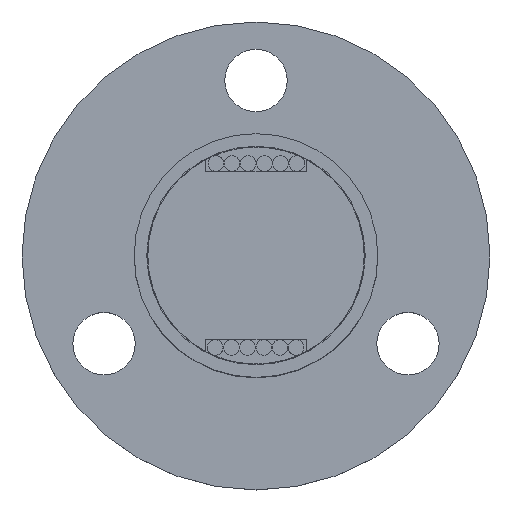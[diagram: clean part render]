
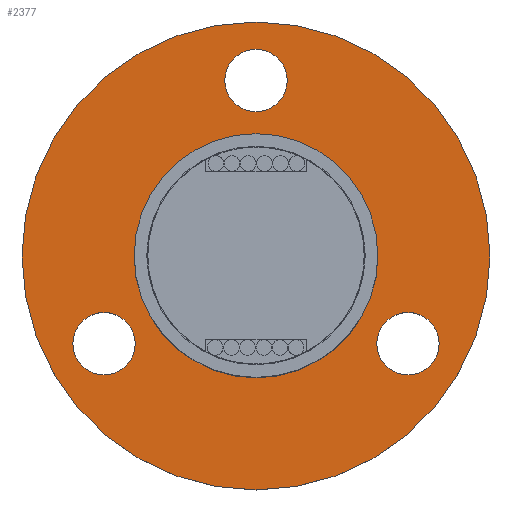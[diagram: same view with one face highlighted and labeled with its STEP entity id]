
A CAD part, top view. The second image highlights one B-rep face of the part: STEP entity #2377.
In plain terms, the highlighted planar face has unit normal (0, 0, 1).
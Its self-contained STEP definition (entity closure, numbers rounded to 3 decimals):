
#34 = CIRCLE ( 'NONE', #1372, 6.25 ) ;
#45 = CARTESIAN_POINT ( 'NONE',  ( 6.194, -4.5, 10.3 ) ) ;
#126 = EDGE_CURVE ( 'NONE', #2338, #1598, #346, .T. ) ;
#127 = CARTESIAN_POINT ( 'NONE',  ( -12., 0., 10.3 ) ) ;
#158 = ORIENTED_EDGE ( 'NONE', *, *, #395, .F. ) ;
#178 = VERTEX_POINT ( 'NONE', #884 ) ;
#337 = EDGE_CURVE ( 'NONE', #3091, #178, #34, .T. ) ;
#346 = CIRCLE ( 'NONE', #1693, 1.6 ) ;
#370 = DIRECTION ( 'NONE',  ( -1., 0., 0. ) ) ;
#375 = FACE_OUTER_BOUND ( 'NONE', #1399, .T. ) ;
#395 = EDGE_CURVE ( 'NONE', #2509, #985, #447, .T. ) ;
#446 = FACE_BOUND ( 'NONE', #2614, .T. ) ;
#447 = CIRCLE ( 'NONE', #1211, 12. ) ;
#523 = CARTESIAN_POINT ( 'NONE',  ( -6.194, -4.5, 10.3 ) ) ;
#643 = EDGE_LOOP ( 'NONE', ( #1561, #1311 ) ) ;
#661 = AXIS2_PLACEMENT_3D ( 'NONE', #2255, #2197, #2071 ) ;
#669 = AXIS2_PLACEMENT_3D ( 'NONE', #3075, #3065, #3017 ) ;
#691 = AXIS2_PLACEMENT_3D ( 'NONE', #1018, #3006, #2582 ) ;
#701 = AXIS2_PLACEMENT_3D ( 'NONE', #2841, #2725, #2229 ) ;
#742 = AXIS2_PLACEMENT_3D ( 'NONE', #2963, #1949, #925 ) ;
#815 = AXIS2_PLACEMENT_3D ( 'NONE', #1207, #2984, #1457 ) ;
#820 = ORIENTED_EDGE ( 'NONE', *, *, #1801, .F. ) ;
#853 = DIRECTION ( 'NONE',  ( -1., 0., 0. ) ) ;
#879 = CARTESIAN_POINT ( 'NONE',  ( 0., 0., 10.3 ) ) ;
#884 = CARTESIAN_POINT ( 'NONE',  ( 6.25, 0., 10.3 ) ) ;
#913 = PLANE ( 'NONE',  #2292 ) ;
#925 = DIRECTION ( 'NONE',  ( -1., 0., 0. ) ) ;
#948 = EDGE_CURVE ( 'NONE', #2208, #2649, #1559, .T. ) ;
#985 = VERTEX_POINT ( 'NONE', #1119 ) ;
#1018 = CARTESIAN_POINT ( 'NONE',  ( -7.794, -4.5, 10.3 ) ) ;
#1022 = FACE_BOUND ( 'NONE', #3168, .T. ) ;
#1104 = DIRECTION ( 'NONE',  ( 0., 0., -1. ) ) ;
#1119 = CARTESIAN_POINT ( 'NONE',  ( 12., 0., 10.3 ) ) ;
#1207 = CARTESIAN_POINT ( 'NONE',  ( 7.794, -4.5, 10.3 ) ) ;
#1211 = AXIS2_PLACEMENT_3D ( 'NONE', #2787, #2775, #2764 ) ;
#1229 = CARTESIAN_POINT ( 'NONE',  ( -6.25, 0., 10.3 ) ) ;
#1311 = ORIENTED_EDGE ( 'NONE', *, *, #1818, .T. ) ;
#1335 = CIRCLE ( 'NONE', #661, 6.25 ) ;
#1372 = AXIS2_PLACEMENT_3D ( 'NONE', #3182, #3163, #3147 ) ;
#1399 = EDGE_LOOP ( 'NONE', ( #158, #2679 ) ) ;
#1457 = DIRECTION ( 'NONE',  ( -1., 0., 0. ) ) ;
#1559 = CIRCLE ( 'NONE', #2729, 1.6 ) ;
#1561 = ORIENTED_EDGE ( 'NONE', *, *, #337, .T. ) ;
#1573 = CARTESIAN_POINT ( 'NONE',  ( -1.6, 9., 10.3 ) ) ;
#1579 = CIRCLE ( 'NONE', #742, 12. ) ;
#1598 = VERTEX_POINT ( 'NONE', #2290 ) ;
#1633 = ORIENTED_EDGE ( 'NONE', *, *, #1788, .F. ) ;
#1668 = FACE_BOUND ( 'NONE', #643, .T. ) ;
#1693 = AXIS2_PLACEMENT_3D ( 'NONE', #2479, #2517, #2419 ) ;
#1748 = EDGE_CURVE ( 'NONE', #985, #2509, #1579, .T. ) ;
#1788 = EDGE_CURVE ( 'NONE', #2325, #2134, #2103, .T. ) ;
#1801 = EDGE_CURVE ( 'NONE', #2649, #2208, #2703, .T. ) ;
#1809 = EDGE_CURVE ( 'NONE', #1598, #2338, #2784, .T. ) ;
#1818 = EDGE_CURVE ( 'NONE', #178, #3091, #1335, .T. ) ;
#1949 = DIRECTION ( 'NONE',  ( 0., 0., -1. ) ) ;
#2071 = DIRECTION ( 'NONE',  ( -1., 0., 0. ) ) ;
#2103 = CIRCLE ( 'NONE', #701, 1.6 ) ;
#2113 = CARTESIAN_POINT ( 'NONE',  ( 9.394, -4.5, 10.3 ) ) ;
#2134 = VERTEX_POINT ( 'NONE', #45 ) ;
#2163 = EDGE_LOOP ( 'NONE', ( #2890, #820 ) ) ;
#2167 = ORIENTED_EDGE ( 'NONE', *, *, #1809, .F. ) ;
#2197 = DIRECTION ( 'NONE',  ( 0., 0., -1. ) ) ;
#2208 = VERTEX_POINT ( 'NONE', #2357 ) ;
#2209 = CARTESIAN_POINT ( 'NONE',  ( -7.794, -4.5, 10.3 ) ) ;
#2229 = DIRECTION ( 'NONE',  ( -1., 0., 0. ) ) ;
#2255 = CARTESIAN_POINT ( 'NONE',  ( 0., 0., 10.3 ) ) ;
#2285 = ORIENTED_EDGE ( 'NONE', *, *, #3032, .F. ) ;
#2290 = CARTESIAN_POINT ( 'NONE',  ( 1.6, 9., 10.3 ) ) ;
#2292 = AXIS2_PLACEMENT_3D ( 'NONE', #879, #1104, #853 ) ;
#2325 = VERTEX_POINT ( 'NONE', #2113 ) ;
#2338 = VERTEX_POINT ( 'NONE', #1573 ) ;
#2357 = CARTESIAN_POINT ( 'NONE',  ( -9.394, -4.5, 10.3 ) ) ;
#2363 = FACE_BOUND ( 'NONE', #2163, .T. ) ;
#2377 = ADVANCED_FACE ( 'NONE', ( #446, #2363, #1022, #1668, #375 ), #913, .F. ) ;
#2419 = DIRECTION ( 'NONE',  ( -1., 0., 0. ) ) ;
#2479 = CARTESIAN_POINT ( 'NONE',  ( 0., 9., 10.3 ) ) ;
#2509 = VERTEX_POINT ( 'NONE', #127 ) ;
#2517 = DIRECTION ( 'NONE',  ( 0., 0., 1. ) ) ;
#2582 = DIRECTION ( 'NONE',  ( -1., 0., 0. ) ) ;
#2614 = EDGE_LOOP ( 'NONE', ( #2285, #1633 ) ) ;
#2623 = CIRCLE ( 'NONE', #815, 1.6 ) ;
#2649 = VERTEX_POINT ( 'NONE', #523 ) ;
#2679 = ORIENTED_EDGE ( 'NONE', *, *, #1748, .F. ) ;
#2703 = CIRCLE ( 'NONE', #691, 1.6 ) ;
#2725 = DIRECTION ( 'NONE',  ( 0., 0., 1. ) ) ;
#2729 = AXIS2_PLACEMENT_3D ( 'NONE', #2209, #3181, #370 ) ;
#2764 = DIRECTION ( 'NONE',  ( -1., 0., 0. ) ) ;
#2775 = DIRECTION ( 'NONE',  ( 0., 0., -1. ) ) ;
#2784 = CIRCLE ( 'NONE', #669, 1.6 ) ;
#2787 = CARTESIAN_POINT ( 'NONE',  ( 0., 0., 10.3 ) ) ;
#2841 = CARTESIAN_POINT ( 'NONE',  ( 7.794, -4.5, 10.3 ) ) ;
#2890 = ORIENTED_EDGE ( 'NONE', *, *, #948, .F. ) ;
#2963 = CARTESIAN_POINT ( 'NONE',  ( 0., 0., 10.3 ) ) ;
#2984 = DIRECTION ( 'NONE',  ( 0., 0., 1. ) ) ;
#3006 = DIRECTION ( 'NONE',  ( 0., 0., 1. ) ) ;
#3017 = DIRECTION ( 'NONE',  ( -1., 0., 0. ) ) ;
#3032 = EDGE_CURVE ( 'NONE', #2134, #2325, #2623, .T. ) ;
#3043 = ORIENTED_EDGE ( 'NONE', *, *, #126, .F. ) ;
#3065 = DIRECTION ( 'NONE',  ( 0., 0., 1. ) ) ;
#3075 = CARTESIAN_POINT ( 'NONE',  ( 0., 9., 10.3 ) ) ;
#3091 = VERTEX_POINT ( 'NONE', #1229 ) ;
#3147 = DIRECTION ( 'NONE',  ( -1., 0., 0. ) ) ;
#3163 = DIRECTION ( 'NONE',  ( 0., 0., -1. ) ) ;
#3168 = EDGE_LOOP ( 'NONE', ( #3043, #2167 ) ) ;
#3181 = DIRECTION ( 'NONE',  ( 0., 0., 1. ) ) ;
#3182 = CARTESIAN_POINT ( 'NONE',  ( 0., 0., 10.3 ) ) ;
